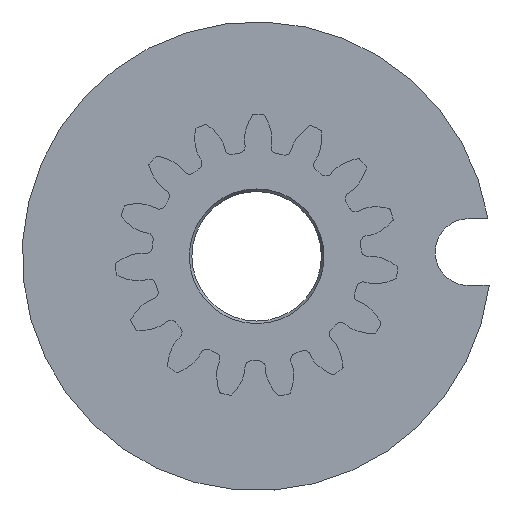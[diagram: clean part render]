
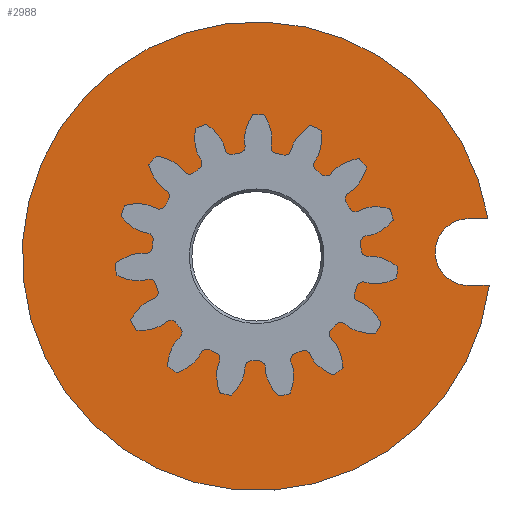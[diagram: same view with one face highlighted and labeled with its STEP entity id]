
A CAD part, front view. The second image highlights one B-rep face of the part: STEP entity #2988.
In plain terms, the highlighted planar face has unit normal (0, -1, 0).
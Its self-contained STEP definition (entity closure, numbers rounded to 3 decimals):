
#144=FACE_BOUND('',#336,.T.);
#169=FACE_OUTER_BOUND('',#335,.T.);
#335=EDGE_LOOP('',(#2357,#2358,#2359,#2360));
#336=EDGE_LOOP('',(#2361));
#662=CIRCLE('',#3347,4.65);
#665=CIRCLE('',#3352,10.5);
#666=CIRCLE('',#3353,1.5);
#829=LINE('',#5204,#1052);
#830=LINE('',#5208,#1053);
#1052=VECTOR('',#3985,0.892);
#1053=VECTOR('',#3988,0.892);
#1482=VERTEX_POINT('',#5192);
#1485=VERTEX_POINT('',#5202);
#1486=VERTEX_POINT('',#5203);
#1487=VERTEX_POINT('',#5205);
#1488=VERTEX_POINT('',#5207);
#1833=EDGE_CURVE('',#1482,#1482,#662,.T.);
#1838=EDGE_CURVE('',#1485,#1486,#829,.T.);
#1839=EDGE_CURVE('',#1486,#1487,#665,.T.);
#1840=EDGE_CURVE('',#1487,#1488,#830,.T.);
#1841=EDGE_CURVE('',#1488,#1485,#666,.T.);
#2357=ORIENTED_EDGE('',*,*,#1838,.T.);
#2358=ORIENTED_EDGE('',*,*,#1839,.T.);
#2359=ORIENTED_EDGE('',*,*,#1840,.T.);
#2360=ORIENTED_EDGE('',*,*,#1841,.T.);
#2361=ORIENTED_EDGE('',*,*,#1833,.T.);
#2932=PLANE('',#3351);
#2988=ADVANCED_FACE('',(#169,#144),#2932,.T.);
#3347=AXIS2_PLACEMENT_3D('',#5193,#3973,#3974);
#3351=AXIS2_PLACEMENT_3D('',#5201,#3983,#3984);
#3352=AXIS2_PLACEMENT_3D('',#5206,#3986,#3987);
#3353=AXIS2_PLACEMENT_3D('',#5209,#3989,#3990);
#3973=DIRECTION('center_axis',(0.,1.,0.));
#3974=DIRECTION('ref_axis',(1.,0.,0.));
#3983=DIRECTION('center_axis',(0.,-1.,0.));
#3984=DIRECTION('ref_axis',(-1.,0.,0.));
#3985=DIRECTION('',(1.,0.,0.02));
#3986=DIRECTION('center_axis',(0.,-1.,0.));
#3987=DIRECTION('ref_axis',(0.987,0.,0.162));
#3988=DIRECTION('',(-1.,0.,-0.02));
#3989=DIRECTION('center_axis',(0.,1.,0.));
#3990=DIRECTION('ref_axis',(0.02,0.,-1.));
#5192=CARTESIAN_POINT('',(-4.65,8.,0.));
#5193=CARTESIAN_POINT('Origin',(0.,8.,0.));
#5201=CARTESIAN_POINT('Origin',(0.,8.,0.));
#5202=CARTESIAN_POINT('',(9.469,8.,1.685));
#5203=CARTESIAN_POINT('',(10.361,8.,1.703));
#5204=CARTESIAN_POINT('',(9.469,8.,1.685));
#5205=CARTESIAN_POINT('',(10.42,8.,-1.297));
#5206=CARTESIAN_POINT('Origin',(0.,8.,0.));
#5207=CARTESIAN_POINT('',(9.527,8.,-1.314));
#5208=CARTESIAN_POINT('',(10.42,8.,-1.297));
#5209=CARTESIAN_POINT('Origin',(9.498,8.,0.186));
